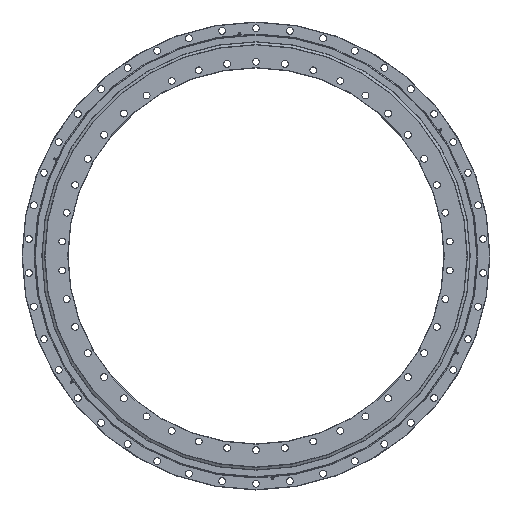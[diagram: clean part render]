
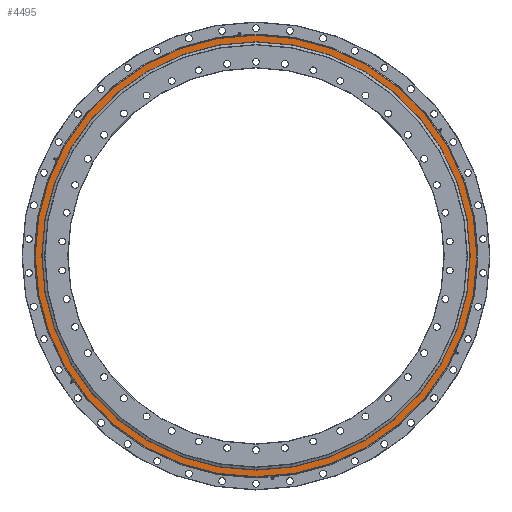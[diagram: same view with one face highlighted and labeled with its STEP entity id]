
A CAD part, top view. The second image highlights one B-rep face of the part: STEP entity #4495.
In plain terms, the highlighted face is planar.
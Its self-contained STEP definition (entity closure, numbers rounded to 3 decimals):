
#256 = AXIS2_PLACEMENT_3D ( 'NONE', #5097, #3840, #1553 ) ;
#721 = DIRECTION ( 'NONE',  ( 0., 0., 1. ) ) ;
#793 = ORIENTED_EDGE ( 'NONE', *, *, #2040, .T. ) ;
#1082 = CIRCLE ( 'NONE', #4180, 680. ) ;
#1553 = DIRECTION ( 'NONE',  ( 1., 0., 0. ) ) ;
#1675 = ORIENTED_EDGE ( 'NONE', *, *, #3119, .T. ) ;
#1871 = CARTESIAN_POINT ( 'NONE',  ( -708.5, 0., -26. ) ) ;
#1942 = EDGE_LOOP ( 'NONE', ( #793 ) ) ;
#2040 = EDGE_CURVE ( 'NONE', #5085, #5085, #5971, .T. ) ;
#3119 = EDGE_CURVE ( 'NONE', #6440, #6440, #1082, .T. ) ;
#3541 = FACE_OUTER_BOUND ( 'NONE', #1942, .T. ) ;
#3603 = CARTESIAN_POINT ( 'NONE',  ( 707.5, 0., -26. ) ) ;
#3799 = CARTESIAN_POINT ( 'NONE',  ( 0., 0., -26. ) ) ;
#3840 = DIRECTION ( 'NONE',  ( 0., 0., -1. ) ) ;
#3985 = AXIS2_PLACEMENT_3D ( 'NONE', #1871, #7111, #4299 ) ;
#4180 = AXIS2_PLACEMENT_3D ( 'NONE', #3799, #721, #6025 ) ;
#4249 = PLANE ( 'NONE',  #3985 ) ;
#4252 = EDGE_LOOP ( 'NONE', ( #1675 ) ) ;
#4299 = DIRECTION ( 'NONE',  ( 1., 0., 0. ) ) ;
#4495 = ADVANCED_FACE ( 'NONE', ( #6220, #3541 ), #4249, .F. ) ;
#5085 = VERTEX_POINT ( 'NONE', #3603 ) ;
#5097 = CARTESIAN_POINT ( 'NONE',  ( 0., 0., -26. ) ) ;
#5950 = CARTESIAN_POINT ( 'NONE',  ( 680., 0., -26. ) ) ;
#5971 = CIRCLE ( 'NONE', #256, 707.5 ) ;
#6025 = DIRECTION ( 'NONE',  ( 1., 0., 0. ) ) ;
#6220 = FACE_BOUND ( 'NONE', #4252, .T. ) ;
#6440 = VERTEX_POINT ( 'NONE', #5950 ) ;
#7111 = DIRECTION ( 'NONE',  ( 0., 0., 1. ) ) ;
